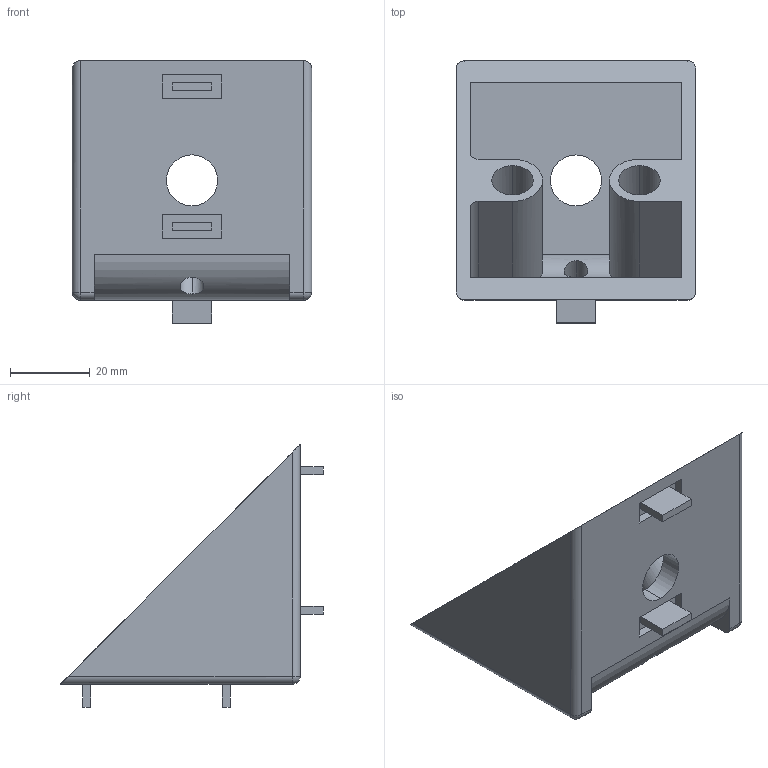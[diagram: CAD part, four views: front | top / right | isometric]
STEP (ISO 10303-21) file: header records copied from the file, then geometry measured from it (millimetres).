
FILE_DESCRIPTION (( 'STEP AP203' ), '1' );
FILE_NAME ('AL-310.2300A.01 Óãëîâ ñîåäèí 60õ60 60 ñåðèÿ ïàç 10.STEP', '2024-10-17T05:23:27', ( '' ), ( '' ), 'SwSTEP 2.0', 'SolidWorks 2021', '' );
FILE_SCHEMA (( 'CONFIG_CONTROL_DESIGN' ));
Length unit declared in the file: millimetre
Products named in the file (1): AL-310.2300A.01 Óãëîâ ñîåäèí 60õ60 60 ñåðèÿ ïàç 10
Bounding box: 60 x 65.8 x 65.8 mm (x, y, z)
Volume: 51254.5 mm3; surface area: 23874.4 mm2
Topology: 1 solids, 1 shells, 87 faces, 218 edges, 142 vertices
Faces by surface type: plane 61, cylinder 24, sphere 2
Entity records: 2867 total; most frequent: CARTESIAN_POINT 750, ORIENTED_EDGE 432, DIRECTION 390, EDGE_CURVE 216, LINE 162, VECTOR 162, VERTEX_POINT 142, AXIS2_PLACEMENT_3D 114
